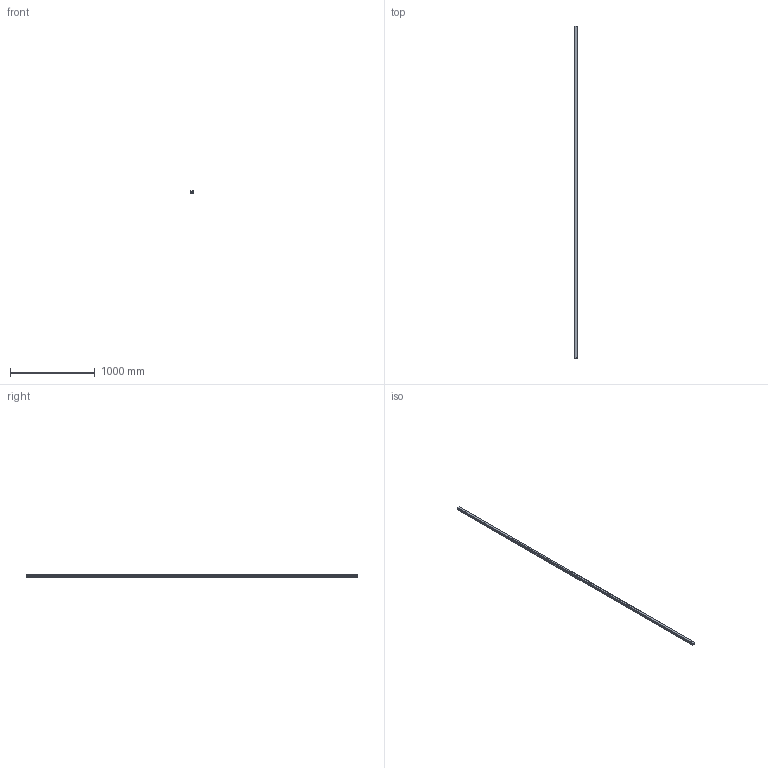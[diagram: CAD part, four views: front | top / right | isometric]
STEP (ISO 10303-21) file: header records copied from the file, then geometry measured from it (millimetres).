
FILE_DESCRIPTION(('STEP AP214'),'1');
FILE_NAME('cctmp_E70CF979-11E4-401E-9775-39CA36D4492E_2021_01_28_10_51_46_0619..stp','2021-01-28T09:51:46',('HIWIN GmbH'),('CADClick - www.CADClick.com'),'Spatial InterOp 3D',' ','unknown authorization');
FILE_SCHEMA(('AUTOMOTIVE_DESIGN'));
Length unit declared in the file: millimetre
Products named in the file (1): HGR35T3920C_FILE
Bounding box: 34 x 3920 x 29 mm (x, y, z)
Volume: 3306404.3 mm3; surface area: 530454.4 mm2
Topology: 1 solids, 1 shells, 311 faces, 817 edges, 463 vertices
Faces by surface type: cylinder 120, cone 98, plane 93
Entity records: 11313 total; most frequent: DIRECTION 1583, CARTESIAN_POINT 1494, ORIENTED_EDGE 1438, EDGE_CURVE 719, AXIS2_PLACEMENT_3D 552, LINE 479, VECTOR 479, VERTEX_POINT 463
